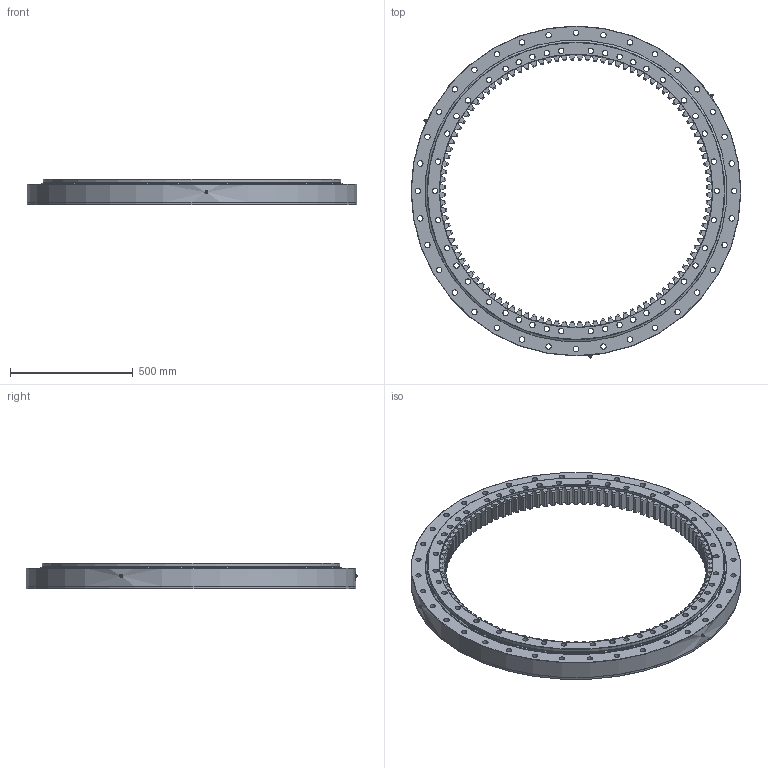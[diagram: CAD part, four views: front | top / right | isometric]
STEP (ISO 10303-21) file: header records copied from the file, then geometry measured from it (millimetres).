
FILE_DESCRIPTION (( 'STEP AP214' ), '1' );
FILE_NAME ('I.1346.30.15.D.1-RV.STEP', '2020-05-13T10:37:16', ( '' ), ( '' ), 'SwSTEP 2.0', 'SolidWorks 2016', '' );
FILE_SCHEMA (( 'AUTOMOTIVE_DESIGN' ));
Length unit declared in the file: millimetre
Products named in the file (7): Roller L30; I.1346.30.15.D.1-RV; Grease nipple M10x1mm; I.1346.30.15.D.1-RV - OR; I.1346.30.15.D.1-RV - IR; I.1346.30.15.D.1-RV - IR Seal; I.1346.30.15.D.1-RV - OR Seal
Assembly tree (79 placements, depth 2):
  I.1346.30.15.D.1-RV
    I.1346.30.15.D.1-RV - IR
    I.1346.30.15.D.1-RV - OR
    I.1346.30.15.D.1-RV - IR Seal
    I.1346.30.15.D.1-RV - OR Seal
    Roller L30  x72
    Grease nipple M10x1mm  x3
Bounding box: 1346 x 1354.61 x 105 mm (x, y, z)
Volume: 38756471.6 mm3; surface area: 3662255.4 mm2
Topology: 79 solids, 79 shells, 1027 faces, 2435 edges, 1579 vertices
Faces by surface type: cylinder 287, cone 272, plane 198, torus 160, bspline 110
Full cylindrical faces by diameter (mm): 3 x6, 9 x3, 10 x3, 22 x78, 30 x72, 1115 x1, 1174.574 x1, 1200 x2, 1214 x3, 1222 x3, 1236 x2, 1345 x1, 1346 x1
Entity records: 58687 total; most frequent: CARTESIAN_POINT 43091, ORIENTED_EDGE 3230, DIRECTION 2782, EDGE_CURVE 1615, AXIS2_PLACEMENT_3D 1274, VERTEX_POINT 1149, EDGE_LOOP 930, FACE_OUTER_BOUND 731
